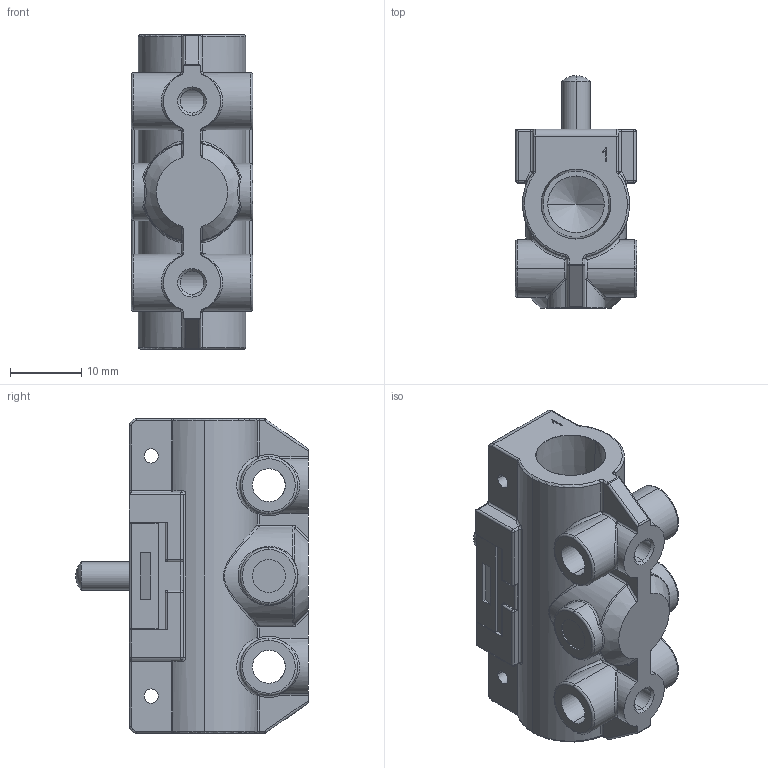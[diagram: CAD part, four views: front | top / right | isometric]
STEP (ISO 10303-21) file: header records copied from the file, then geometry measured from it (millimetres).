
FILE_DESCRIPTION (( 'STEP AP214' ), '1' );
FILE_NAME ('VM130-01-00A.step.step', '2014-02-20T14:35:51', ( 'Windows User' ), ( '' ), 'SwSTEP 2.0', 'SolidWorks 2014', '' );
FILE_SCHEMA (( 'AUTOMOTIVE_DESIGN' ));
Length unit declared in the file: millimetre
Products named in the file (2): VM130-01-00A.step_VM1_Side_Ported_0-01; VM130-01-00A.step
Assembly tree (1 placements, depth 2):
  VM130-01-00A.step
    VM130-01-00A.step_VM1_Side_Ported_0-01
Bounding box: 17 x 32.5 x 44 mm (x, y, z)
Volume: 11625 mm3; surface area: 5941.7 mm2
Topology: 1 solids, 1 shells, 374 faces, 904 edges, 521 vertices
Faces by surface type: cylinder 141, plane 80, torus 52, bspline 40, sphere 35, cone 26
Entity records: 13911 total; most frequent: CARTESIAN_POINT 5173, DIRECTION 1816, ORIENTED_EDGE 1758, EDGE_CURVE 879, AXIS2_PLACEMENT_3D 728, VERTEX_POINT 521, EDGE_LOOP 400, CIRCLE 390
